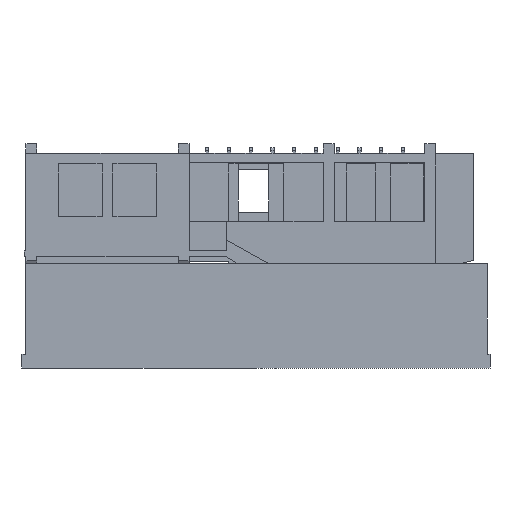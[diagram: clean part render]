
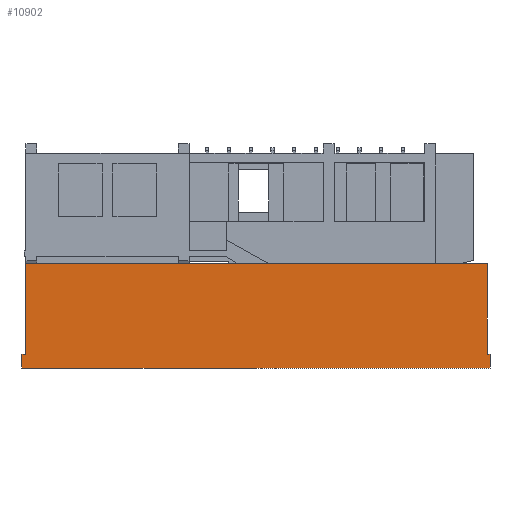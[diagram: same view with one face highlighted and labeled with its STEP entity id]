
A CAD part, front view. The second image highlights one B-rep face of the part: STEP entity #10902.
In plain terms, the highlighted free-form (B-spline) face has degree [1, 1] with [2, 2] control points.
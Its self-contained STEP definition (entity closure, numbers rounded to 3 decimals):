
#961 = VERTEX_POINT('',#962);
#962 = CARTESIAN_POINT('',(-5797.004,-10824.494,
    2565.046));
#967 = EDGE_CURVE('',#961,#968,#970,.T.);
#968 = VERTEX_POINT('',#969);
#969 = CARTESIAN_POINT('',(7262.079,-10824.494,
    2565.046));
#970 = B_SPLINE_CURVE_WITH_KNOTS('',1,(#971,#972),.UNSPECIFIED.,.F.,.F.,
  (2,2),(-12727.923,0.),.PIECEWISE_BEZIER_KNOTS.);
#971 = CARTESIAN_POINT('',(-5797.004,-10824.494,
    2565.046));
#972 = CARTESIAN_POINT('',(7262.079,-10824.494,
    2565.046));
#1118 = VERTEX_POINT('',#1119);
#1119 = CARTESIAN_POINT('',(7262.079,-10824.494,0.));
#1126 = EDGE_CURVE('',#968,#1118,#1127,.T.);
#1127 = B_SPLINE_CURVE_WITH_KNOTS('',1,(#1128,#1129),.UNSPECIFIED.,.F.,
  .F.,(2,2),(0.,2500.),.PIECEWISE_BEZIER_KNOTS.);
#1128 = CARTESIAN_POINT('',(7262.079,-10824.494,
    2565.046));
#1129 = CARTESIAN_POINT('',(7262.079,-10824.494,0.));
#10871 = VERTEX_POINT('',#10872);
#10872 = CARTESIAN_POINT('',(-5908.267,-10824.494,
    -389.887));
#10887 = VERTEX_POINT('',#10888);
#10888 = CARTESIAN_POINT('',(7336.032,-10824.494,
    -389.887));
#10893 = EDGE_CURVE('',#10887,#10871,#10894,.T.);
#10894 = B_SPLINE_CURVE_WITH_KNOTS('',1,(#10895,#10896),.UNSPECIFIED.,
  .F.,.F.,(2,2),(0.,12908.442),.PIECEWISE_BEZIER_KNOTS.);
#10895 = CARTESIAN_POINT('',(7336.032,-10824.494,
    -389.887));
#10896 = CARTESIAN_POINT('',(-5908.267,-10824.494,
    -389.887));
#10902 = ADVANCED_FACE('',(#10903),#10939,.F.);
#10903 = FACE_BOUND('',#10904,.T.);
#10904 = EDGE_LOOP('',(#10905,#10912,#10913,#10914,#10921,#10928,#10933,
    #10934));
#10905 = ORIENTED_EDGE('',*,*,#10906,.T.);
#10906 = EDGE_CURVE('',#10907,#1118,#10909,.T.);
#10907 = VERTEX_POINT('',#10908);
#10908 = CARTESIAN_POINT('',(7336.032,-10824.494,0.)
  );
#10909 = B_SPLINE_CURVE_WITH_KNOTS('',1,(#10910,#10911),.UNSPECIFIED.,
  .F.,.F.,(2,2),(0.,72.077),.PIECEWISE_BEZIER_KNOTS.);
#10910 = CARTESIAN_POINT('',(7336.032,-10824.494,0.)
  );
#10911 = CARTESIAN_POINT('',(7262.079,-10824.494,0.)
  );
#10912 = ORIENTED_EDGE('',*,*,#1126,.F.);
#10913 = ORIENTED_EDGE('',*,*,#967,.F.);
#10914 = ORIENTED_EDGE('',*,*,#10915,.T.);
#10915 = EDGE_CURVE('',#961,#10916,#10918,.T.);
#10916 = VERTEX_POINT('',#10917);
#10917 = CARTESIAN_POINT('',(-5797.004,-10824.494,0.)
  );
#10918 = B_SPLINE_CURVE_WITH_KNOTS('',1,(#10919,#10920),.UNSPECIFIED.,
  .F.,.F.,(2,2),(0.,2500.),.PIECEWISE_BEZIER_KNOTS.);
#10919 = CARTESIAN_POINT('',(-5797.004,-10824.494,
    2565.046));
#10920 = CARTESIAN_POINT('',(-5797.004,-10824.494,0.)
  );
#10921 = ORIENTED_EDGE('',*,*,#10922,.T.);
#10922 = EDGE_CURVE('',#10916,#10923,#10925,.T.);
#10923 = VERTEX_POINT('',#10924);
#10924 = CARTESIAN_POINT('',(-5908.267,-10824.494,0.)
  );
#10925 = B_SPLINE_CURVE_WITH_KNOTS('',1,(#10926,#10927),.UNSPECIFIED.,
  .F.,.F.,(2,2),(12800.,12908.442),.PIECEWISE_BEZIER_KNOTS.);
#10926 = CARTESIAN_POINT('',(-5797.004,-10824.494,0.)
  );
#10927 = CARTESIAN_POINT('',(-5908.267,-10824.494,0.)
  );
#10928 = ORIENTED_EDGE('',*,*,#10929,.F.);
#10929 = EDGE_CURVE('',#10871,#10923,#10930,.T.);
#10930 = B_SPLINE_CURVE_WITH_KNOTS('',1,(#10931,#10932),.UNSPECIFIED.,
  .F.,.F.,(2,2),(0.,380.),.PIECEWISE_BEZIER_KNOTS.);
#10931 = CARTESIAN_POINT('',(-5908.267,-10824.494,
    -389.887));
#10932 = CARTESIAN_POINT('',(-5908.267,-10824.494,0.)
  );
#10933 = ORIENTED_EDGE('',*,*,#10893,.F.);
#10934 = ORIENTED_EDGE('',*,*,#10935,.T.);
#10935 = EDGE_CURVE('',#10887,#10907,#10936,.T.);
#10936 = B_SPLINE_CURVE_WITH_KNOTS('',1,(#10937,#10938),.UNSPECIFIED.,
  .F.,.F.,(2,2),(0.,380.),.PIECEWISE_BEZIER_KNOTS.);
#10937 = CARTESIAN_POINT('',(7336.032,-10824.494,
    -389.887));
#10938 = CARTESIAN_POINT('',(7336.032,-10824.494,0.)
  );
#10939 = B_SPLINE_SURFACE_WITH_KNOTS('',1,1,(
    (#10940,#10941)
    ,(#10942,#10943
    )),.UNSPECIFIED.,.F.,.F.,.F.,(2,2),(2,2),(-12908.442,0.),(
    -2880.,0.),.PIECEWISE_BEZIER_KNOTS.);
#10940 = CARTESIAN_POINT('',(-5908.267,-10824.494,
    2565.046));
#10941 = CARTESIAN_POINT('',(-5908.267,-10824.494,
    -389.887));
#10942 = CARTESIAN_POINT('',(7336.032,-10824.494,
    2565.046));
#10943 = CARTESIAN_POINT('',(7336.032,-10824.494,
    -389.887));
